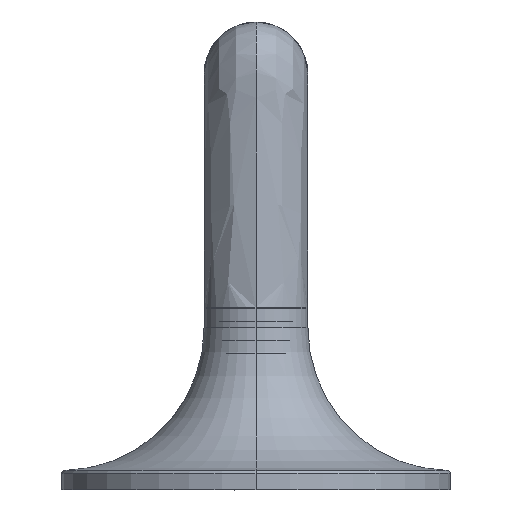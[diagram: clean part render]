
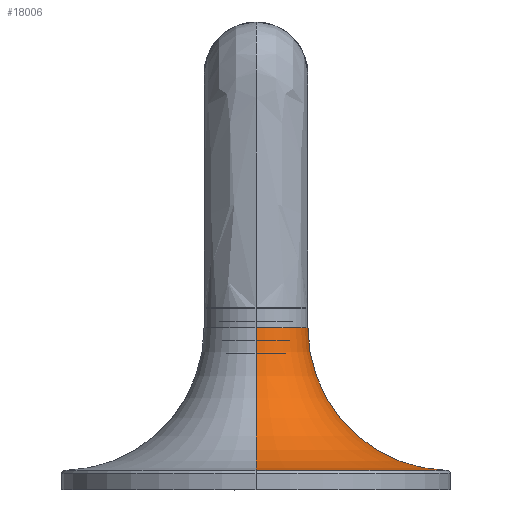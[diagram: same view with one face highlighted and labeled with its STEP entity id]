
A CAD part, left-side view. The second image highlights one B-rep face of the part: STEP entity #18006.
In plain terms, the highlighted toroidal (fillet/blend) face has major radius 30 mm and minor radius 22 mm.
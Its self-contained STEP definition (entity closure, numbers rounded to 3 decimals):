
#1171 = DIRECTION ( 'NONE',  ( 0., 1., 0. ) ) ;
#1691 = DIRECTION ( 'NONE',  ( 0., 0., 1. ) ) ;
#2223 = TOROIDAL_SURFACE ( 'NONE', #9271, 30., 22. ) ;
#2226 = ORIENTED_EDGE ( 'NONE', *, *, #7332, .T. ) ;
#3223 = AXIS2_PLACEMENT_3D ( 'NONE', #14989, #8308, #10088 ) ;
#3250 = VERTEX_POINT ( 'NONE', #10691 ) ;
#3403 = CARTESIAN_POINT ( 'NONE',  ( 29.511, 0., 3.005 ) ) ;
#3410 = VERTEX_POINT ( 'NONE', #3485 ) ;
#3442 = EDGE_CURVE ( 'NONE', #8634, #8082, #4077, .T. ) ;
#3485 = CARTESIAN_POINT ( 'NONE',  ( 8., 0., 25. ) ) ;
#4054 = CARTESIAN_POINT ( 'NONE',  ( 30., 0., 25. ) ) ;
#4077 = CIRCLE ( 'NONE', #14136, 29.511 ) ;
#4154 = DIRECTION ( 'NONE',  ( 0., 0., -1. ) ) ;
#5360 = EDGE_LOOP ( 'NONE', ( #7249, #2226, #18046, #12953 ) ) ;
#5847 = CIRCLE ( 'NONE', #14567, 22. ) ;
#7249 = ORIENTED_EDGE ( 'NONE', *, *, #9764, .F. ) ;
#7332 = EDGE_CURVE ( 'NONE', #3250, #8634, #8729, .T. ) ;
#8082 = VERTEX_POINT ( 'NONE', #3403 ) ;
#8089 = DIRECTION ( 'NONE',  ( 1., 0., 0. ) ) ;
#8308 = DIRECTION ( 'NONE',  ( 0., 0., 1. ) ) ;
#8634 = VERTEX_POINT ( 'NONE', #9567 ) ;
#8729 = CIRCLE ( 'NONE', #16102, 22. ) ;
#9271 = AXIS2_PLACEMENT_3D ( 'NONE', #16055, #1691, #8089 ) ;
#9567 = CARTESIAN_POINT ( 'NONE',  ( -29.511, 0., 3.005 ) ) ;
#9764 = EDGE_CURVE ( 'NONE', #3250, #3410, #18943, .T. ) ;
#10088 = DIRECTION ( 'NONE',  ( 1., 0., 0. ) ) ;
#10629 = CARTESIAN_POINT ( 'NONE',  ( -30., 0., 25. ) ) ;
#10691 = CARTESIAN_POINT ( 'NONE',  ( -8., 0., 25. ) ) ;
#12127 = DIRECTION ( 'NONE',  ( 0., -1., 0. ) ) ;
#12953 = ORIENTED_EDGE ( 'NONE', *, *, #20359, .F. ) ;
#13523 = CARTESIAN_POINT ( 'NONE',  ( 0., 0., 3.005 ) ) ;
#14136 = AXIS2_PLACEMENT_3D ( 'NONE', #13523, #20343, #18769 ) ;
#14172 = FACE_OUTER_BOUND ( 'NONE', #5360, .T. ) ;
#14567 = AXIS2_PLACEMENT_3D ( 'NONE', #4054, #12127, #4154 ) ;
#14989 = CARTESIAN_POINT ( 'NONE',  ( 0., 0., 25. ) ) ;
#16055 = CARTESIAN_POINT ( 'NONE',  ( 0., 0., 25. ) ) ;
#16102 = AXIS2_PLACEMENT_3D ( 'NONE', #10629, #1171, #20159 ) ;
#18006 = ADVANCED_FACE ( 'NONE', ( #14172 ), #2223, .F. ) ;
#18046 = ORIENTED_EDGE ( 'NONE', *, *, #3442, .T. ) ;
#18769 = DIRECTION ( 'NONE',  ( 1., 0., 0. ) ) ;
#18943 = CIRCLE ( 'NONE', #3223, 8. ) ;
#20159 = DIRECTION ( 'NONE',  ( -1., 0., 0. ) ) ;
#20343 = DIRECTION ( 'NONE',  ( 0., 0., 1. ) ) ;
#20359 = EDGE_CURVE ( 'NONE', #3410, #8082, #5847, .T. ) ;
